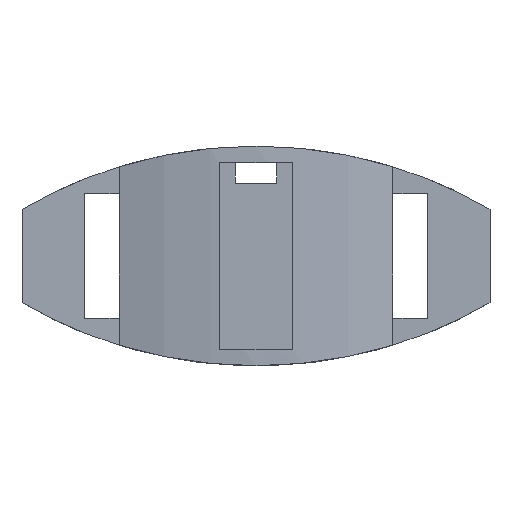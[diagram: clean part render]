
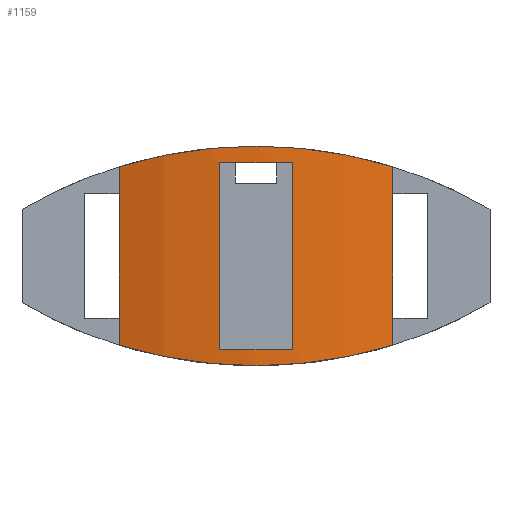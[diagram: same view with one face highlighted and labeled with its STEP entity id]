
A CAD part, top view. The second image highlights one B-rep face of the part: STEP entity #1159.
In plain terms, the highlighted cylindrical face has radius 221.418 mm (diameter 442.836 mm), a partial arc.
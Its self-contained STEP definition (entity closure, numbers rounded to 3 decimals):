
#15=FACE_BOUND('',#171,.T.);
#51=B_SPLINE_CURVE_WITH_KNOTS('',3,(#2015,#2016,#2017,#2018,#2019,#2020,
#2021,#2022,#2023,#2024),.UNSPECIFIED.,.F.,.F.,(4,2,2,2,4),(7.307,
8.65,10.38,12.11,13.84),
 .UNSPECIFIED.);
#52=B_SPLINE_CURVE_WITH_KNOTS('',3,(#2028,#2029,#2030,#2031,#2032,#2033,
#2034,#2035,#2036,#2037),.UNSPECIFIED.,.F.,.F.,(4,2,2,2,4),(13.84,
15.57,17.3,19.03,20.373),
 .UNSPECIFIED.);
#53=B_SPLINE_CURVE_WITH_KNOTS('',3,(#2039,#2040,#2041,#2042,#2043,#2044,
#2045,#2046,#2047,#2048),.UNSPECIFIED.,.F.,.F.,(4,2,2,2,4),(7.307,
8.65,10.38,12.11,13.84),
 .UNSPECIFIED.);
#54=B_SPLINE_CURVE_WITH_KNOTS('',3,(#2051,#2052,#2053,#2054,#2055,#2056,
#2057,#2058,#2059,#2060),.UNSPECIFIED.,.F.,.F.,(4,2,2,2,4),(13.84,
15.57,17.3,19.03,20.373),
 .UNSPECIFIED.);
#69=CIRCLE('',#1246,221.418);
#70=CIRCLE('',#1247,221.418);
#89=CYLINDRICAL_SURFACE('',#1245,221.418);
#112=FACE_OUTER_BOUND('',#170,.T.);
#170=EDGE_LOOP('',(#846,#847,#848,#849,#850,#851));
#171=EDGE_LOOP('',(#852,#853,#854,#855));
#270=LINE('',#2026,#398);
#271=LINE('',#2050,#399);
#272=LINE('',#2065,#400);
#273=LINE('',#2068,#401);
#398=VECTOR('',#1401,10.);
#399=VECTOR('',#1402,10.);
#400=VECTOR('',#1405,10.);
#401=VECTOR('',#1408,10.);
#534=VERTEX_POINT('',#2013);
#535=VERTEX_POINT('',#2014);
#536=VERTEX_POINT('',#2025);
#537=VERTEX_POINT('',#2027);
#538=VERTEX_POINT('',#2038);
#539=VERTEX_POINT('',#2049);
#540=VERTEX_POINT('',#2061);
#541=VERTEX_POINT('',#2062);
#542=VERTEX_POINT('',#2064);
#543=VERTEX_POINT('',#2066);
#662=EDGE_CURVE('',#534,#535,#51,.T.);
#663=EDGE_CURVE('',#536,#534,#270,.T.);
#664=EDGE_CURVE('',#537,#536,#52,.T.);
#665=EDGE_CURVE('',#538,#537,#53,.T.);
#666=EDGE_CURVE('',#539,#538,#271,.T.);
#667=EDGE_CURVE('',#535,#539,#54,.T.);
#668=EDGE_CURVE('',#540,#541,#69,.T.);
#669=EDGE_CURVE('',#542,#540,#272,.T.);
#670=EDGE_CURVE('',#543,#542,#70,.T.);
#671=EDGE_CURVE('',#541,#543,#273,.T.);
#846=ORIENTED_EDGE('',*,*,#662,.F.);
#847=ORIENTED_EDGE('',*,*,#663,.F.);
#848=ORIENTED_EDGE('',*,*,#664,.F.);
#849=ORIENTED_EDGE('',*,*,#665,.F.);
#850=ORIENTED_EDGE('',*,*,#666,.F.);
#851=ORIENTED_EDGE('',*,*,#667,.F.);
#852=ORIENTED_EDGE('',*,*,#668,.F.);
#853=ORIENTED_EDGE('',*,*,#669,.F.);
#854=ORIENTED_EDGE('',*,*,#670,.F.);
#855=ORIENTED_EDGE('',*,*,#671,.F.);
#1159=ADVANCED_FACE('',(#112,#15),#89,.T.);
#1245=AXIS2_PLACEMENT_3D('',#2012,#1399,#1400);
#1246=AXIS2_PLACEMENT_3D('',#2063,#1403,#1404);
#1247=AXIS2_PLACEMENT_3D('',#2067,#1406,#1407);
#1399=DIRECTION('center_axis',(0.,1.,0.));
#1400=DIRECTION('ref_axis',(-0.297,0.,0.955));
#1401=DIRECTION('',(0.,1.,0.));
#1402=DIRECTION('',(0.,-1.,0.));
#1403=DIRECTION('center_axis',(0.,-1.,0.));
#1404=DIRECTION('ref_axis',(-0.297,0.,0.955));
#1405=DIRECTION('',(0.,1.,0.));
#1406=DIRECTION('center_axis',(0.,1.,0.));
#1407=DIRECTION('ref_axis',(-0.297,0.,0.955));
#1408=DIRECTION('',(0.,-1.,0.));
#2012=CARTESIAN_POINT('Origin',(0.,0.,-171.418));
#2013=CARTESIAN_POINT('',(-65.79,42.942,40.));
#2014=CARTESIAN_POINT('',(0.,52.812,50.));
#2015=CARTESIAN_POINT('Ctrl Pts',(-65.79,42.942,40.));
#2016=CARTESIAN_POINT('Ctrl Pts',(-61.441,44.277,41.354));
#2017=CARTESIAN_POINT('Ctrl Pts',(-57.022,45.488,42.581));
#2018=CARTESIAN_POINT('Ctrl Pts',(-46.802,47.953,45.078));
#2019=CARTESIAN_POINT('Ctrl Pts',(-40.969,49.117,46.258));
#2020=CARTESIAN_POINT('Ctrl Pts',(-29.244,50.976,48.141));
#2021=CARTESIAN_POINT('Ctrl Pts',(-23.351,51.67,48.844));
#2022=CARTESIAN_POINT('Ctrl Pts',(-11.612,52.588,49.774));
#2023=CARTESIAN_POINT('Ctrl Pts',(-5.767,52.812,50.));
#2024=CARTESIAN_POINT('Ctrl Pts',(0.,52.812,
50.));
#2025=CARTESIAN_POINT('',(-65.79,-42.942,40.));
#2026=CARTESIAN_POINT('',(-65.79,0.,40.));
#2027=CARTESIAN_POINT('',(0.,-52.812,50.));
#2028=CARTESIAN_POINT('Ctrl Pts',(0.,-52.812,
50.));
#2029=CARTESIAN_POINT('Ctrl Pts',(-5.767,-52.812,50.));
#2030=CARTESIAN_POINT('Ctrl Pts',(-11.612,-52.588,49.774));
#2031=CARTESIAN_POINT('Ctrl Pts',(-23.351,-51.67,48.844));
#2032=CARTESIAN_POINT('Ctrl Pts',(-29.244,-50.976,48.141));
#2033=CARTESIAN_POINT('Ctrl Pts',(-40.969,-49.117,46.258));
#2034=CARTESIAN_POINT('Ctrl Pts',(-46.802,-47.953,45.078));
#2035=CARTESIAN_POINT('Ctrl Pts',(-57.022,-45.488,42.581));
#2036=CARTESIAN_POINT('Ctrl Pts',(-61.441,-44.277,41.354));
#2037=CARTESIAN_POINT('Ctrl Pts',(-65.79,-42.942,40.));
#2038=CARTESIAN_POINT('',(65.79,-42.942,40.));
#2039=CARTESIAN_POINT('Ctrl Pts',(65.79,-42.942,40.));
#2040=CARTESIAN_POINT('Ctrl Pts',(61.441,-44.277,41.354));
#2041=CARTESIAN_POINT('Ctrl Pts',(57.022,-45.488,42.581));
#2042=CARTESIAN_POINT('Ctrl Pts',(46.802,-47.953,45.078));
#2043=CARTESIAN_POINT('Ctrl Pts',(40.969,-49.117,46.258));
#2044=CARTESIAN_POINT('Ctrl Pts',(29.244,-50.976,48.141));
#2045=CARTESIAN_POINT('Ctrl Pts',(23.351,-51.67,48.844));
#2046=CARTESIAN_POINT('Ctrl Pts',(11.612,-52.588,49.774));
#2047=CARTESIAN_POINT('Ctrl Pts',(5.767,-52.812,50.));
#2048=CARTESIAN_POINT('Ctrl Pts',(0.,-52.812,
50.));
#2049=CARTESIAN_POINT('',(65.79,42.942,40.));
#2050=CARTESIAN_POINT('',(65.79,0.,40.));
#2051=CARTESIAN_POINT('Ctrl Pts',(0.,52.812,
50.));
#2052=CARTESIAN_POINT('Ctrl Pts',(5.767,52.812,50.));
#2053=CARTESIAN_POINT('Ctrl Pts',(11.612,52.588,49.774));
#2054=CARTESIAN_POINT('Ctrl Pts',(23.351,51.67,48.844));
#2055=CARTESIAN_POINT('Ctrl Pts',(29.244,50.976,48.141));
#2056=CARTESIAN_POINT('Ctrl Pts',(40.969,49.117,46.258));
#2057=CARTESIAN_POINT('Ctrl Pts',(46.802,47.953,45.078));
#2058=CARTESIAN_POINT('Ctrl Pts',(57.022,45.488,42.581));
#2059=CARTESIAN_POINT('Ctrl Pts',(61.441,44.277,41.354));
#2060=CARTESIAN_POINT('Ctrl Pts',(65.79,42.942,40.));
#2061=CARTESIAN_POINT('',(17.5,45.,49.307));
#2062=CARTESIAN_POINT('',(-17.5,45.,49.307));
#2063=CARTESIAN_POINT('Origin',(0.,45.,-171.418));
#2064=CARTESIAN_POINT('',(17.5,-45.,49.307));
#2065=CARTESIAN_POINT('',(17.5,0.,49.307));
#2066=CARTESIAN_POINT('',(-17.5,-45.,49.307));
#2067=CARTESIAN_POINT('Origin',(0.,-45.,-171.418));
#2068=CARTESIAN_POINT('',(-17.5,0.,49.307));
